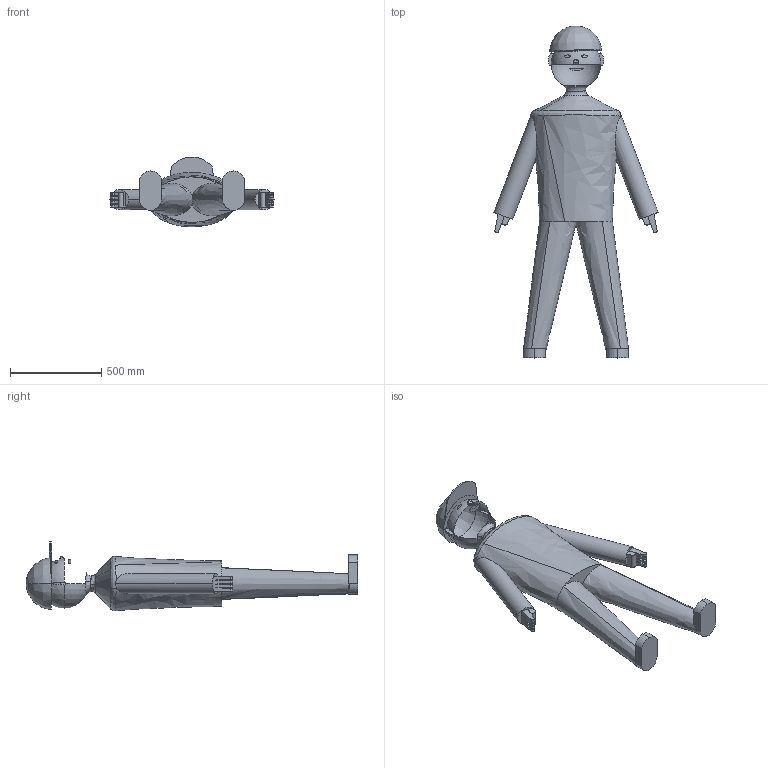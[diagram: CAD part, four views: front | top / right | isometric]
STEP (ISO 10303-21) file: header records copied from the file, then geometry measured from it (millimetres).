
FILE_DESCRIPTION((''),'2;1');
FILE_NAME('Human Worker.stp','2012-05-30T06:20:13',('peterld'),(''),'Autodesk Inventor 2011','Autodesk Inventor 2011','');
FILE_SCHEMA(('AUTOMOTIVE_DESIGN { 1 0 10303 214 1 1 1 1 }'));
Length unit declared in the file: millimetre
Products named in the file (1): man 3D man 3
Bounding box: 900.87 x 1820.81 x 381.66 mm (x, y, z)
Volume: 114756464.2 mm3; surface area: 2312472.1 mm2
Topology: 3 solids, 3 shells, 149 faces, 429 edges, 268 vertices
Faces by surface type: plane 75, cylinder 43, bspline 23, sphere 6, cone 2
Entity records: 38782 total; most frequent: CARTESIAN_POINT 35006, ORIENTED_EDGE 842, DIRECTION 625, EDGE_CURVE 421, VERTEX_POINT 267, AXIS2_PLACEMENT_3D 214, VECTOR 197, LINE 197
